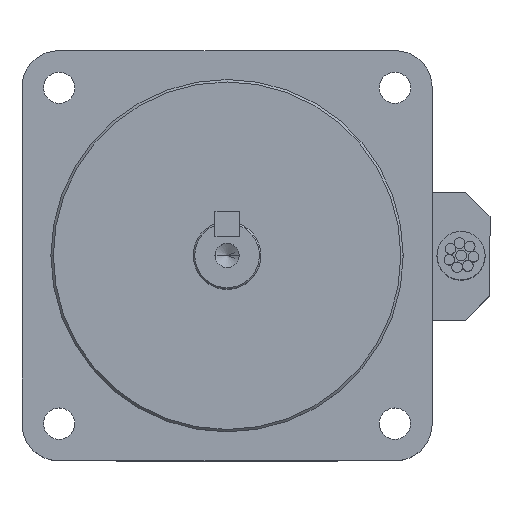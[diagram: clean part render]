
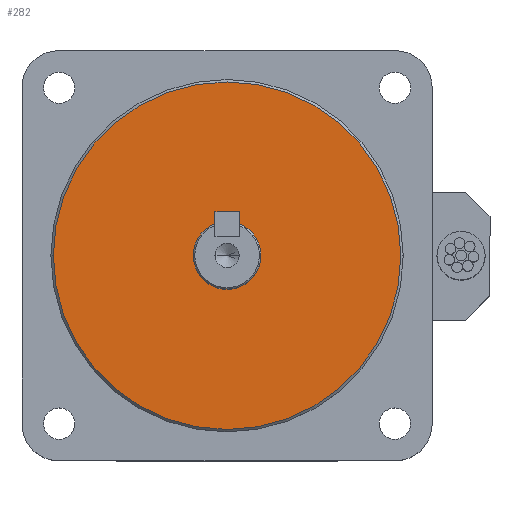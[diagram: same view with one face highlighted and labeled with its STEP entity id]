
A CAD part, top view. The second image highlights one B-rep face of the part: STEP entity #282.
In plain terms, the highlighted planar face has unit normal (0, 0, 1).
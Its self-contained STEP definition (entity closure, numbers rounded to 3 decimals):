
#40 = EDGE_CURVE ( 'NONE', #2619, #1777, #1901, .T. ) ;
#79 = VERTEX_POINT ( 'NONE', #183 ) ;
#136 = DIRECTION ( 'NONE',  ( 1., 0., 0. ) ) ;
#183 = CARTESIAN_POINT ( 'NONE',  ( -36.013, 0., 68.5 ) ) ;
#221 = CARTESIAN_POINT ( 'NONE',  ( 36.013, 0., 68.5 ) ) ;
#282 = ADVANCED_FACE ( 'NONE', ( #2126, #835 ), #1823, .T. ) ;
#435 = DIRECTION ( 'NONE',  ( 1., 0., 0. ) ) ;
#535 = DIRECTION ( 'NONE',  ( 0., 0., 1. ) ) ;
#551 = ORIENTED_EDGE ( 'NONE', *, *, #2461, .T. ) ;
#560 = CARTESIAN_POINT ( 'NONE',  ( 7., 0., 68.5 ) ) ;
#696 = AXIS2_PLACEMENT_3D ( 'NONE', #1413, #1643, #435 ) ;
#835 = FACE_OUTER_BOUND ( 'NONE', #2569, .T. ) ;
#846 = CARTESIAN_POINT ( 'NONE',  ( -7., 0., 68.5 ) ) ;
#1003 = EDGE_CURVE ( 'NONE', #79, #2898, #2372, .T. ) ;
#1056 = AXIS2_PLACEMENT_3D ( 'NONE', #3010, #1573, #136 ) ;
#1105 = AXIS2_PLACEMENT_3D ( 'NONE', #2695, #1247, #2925 ) ;
#1207 = CIRCLE ( 'NONE', #1105, 7. ) ;
#1247 = DIRECTION ( 'NONE',  ( 0., 0., -1. ) ) ;
#1364 = AXIS2_PLACEMENT_3D ( 'NONE', #1988, #535, #2227 ) ;
#1406 = EDGE_LOOP ( 'NONE', ( #551, #2862 ) ) ;
#1413 = CARTESIAN_POINT ( 'NONE',  ( 0., 0., 68.5 ) ) ;
#1573 = DIRECTION ( 'NONE',  ( 0., 0., 1. ) ) ;
#1579 = CIRCLE ( 'NONE', #1056, 36.013 ) ;
#1643 = DIRECTION ( 'NONE',  ( 0., 0., 1. ) ) ;
#1777 = VERTEX_POINT ( 'NONE', #846 ) ;
#1823 = PLANE ( 'NONE',  #696 ) ;
#1901 = CIRCLE ( 'NONE', #2176, 7. ) ;
#1988 = CARTESIAN_POINT ( 'NONE',  ( 0., 0., 68.5 ) ) ;
#2071 = EDGE_CURVE ( 'NONE', #2898, #79, #1579, .T. ) ;
#2126 = FACE_BOUND ( 'NONE', #1406, .T. ) ;
#2176 = AXIS2_PLACEMENT_3D ( 'NONE', #2591, #3053, #3041 ) ;
#2227 = DIRECTION ( 'NONE',  ( 1., 0., 0. ) ) ;
#2372 = CIRCLE ( 'NONE', #1364, 36.013 ) ;
#2461 = EDGE_CURVE ( 'NONE', #1777, #2619, #1207, .T. ) ;
#2569 = EDGE_LOOP ( 'NONE', ( #2851, #2855 ) ) ;
#2591 = CARTESIAN_POINT ( 'NONE',  ( 0., 0., 68.5 ) ) ;
#2619 = VERTEX_POINT ( 'NONE', #560 ) ;
#2695 = CARTESIAN_POINT ( 'NONE',  ( 0., 0., 68.5 ) ) ;
#2851 = ORIENTED_EDGE ( 'NONE', *, *, #1003, .T. ) ;
#2855 = ORIENTED_EDGE ( 'NONE', *, *, #2071, .T. ) ;
#2862 = ORIENTED_EDGE ( 'NONE', *, *, #40, .T. ) ;
#2898 = VERTEX_POINT ( 'NONE', #221 ) ;
#2925 = DIRECTION ( 'NONE',  ( 1., 0., 0. ) ) ;
#3010 = CARTESIAN_POINT ( 'NONE',  ( 0., 0., 68.5 ) ) ;
#3041 = DIRECTION ( 'NONE',  ( 1., 0., 0. ) ) ;
#3053 = DIRECTION ( 'NONE',  ( 0., 0., -1. ) ) ;
